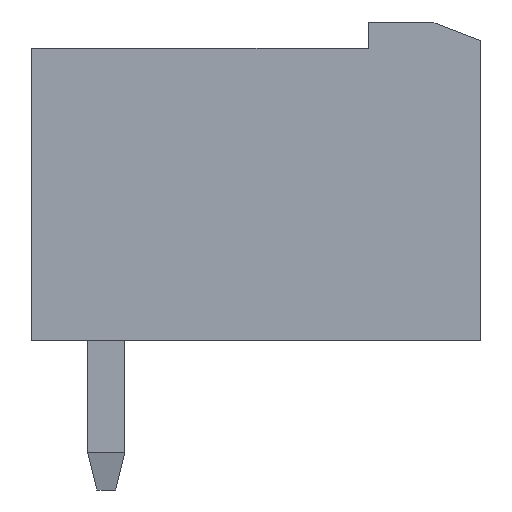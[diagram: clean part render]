
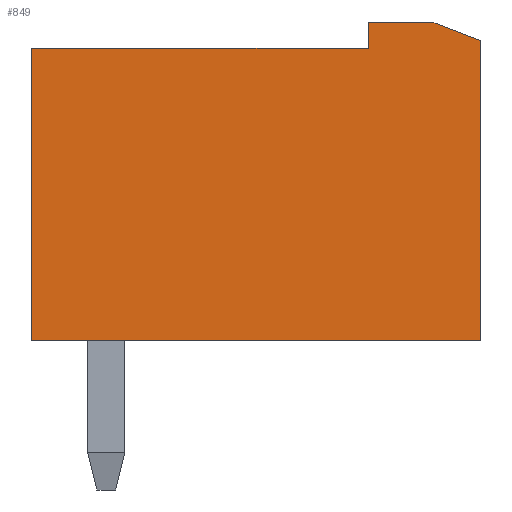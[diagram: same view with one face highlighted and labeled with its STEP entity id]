
A CAD part, left-side view. The second image highlights one B-rep face of the part: STEP entity #849.
In plain terms, the highlighted planar face has unit normal (-1, 0, 0).
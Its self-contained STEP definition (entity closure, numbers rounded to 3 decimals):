
#849 = ADVANCED_FACE('',(#850),#908,.T.);
#850 = FACE_BOUND('',#851,.T.);
#851 = EDGE_LOOP('',(#852,#862,#870,#878,#886,#894,#902));
#852 = ORIENTED_EDGE('',*,*,#853,.F.);
#853 = EDGE_CURVE('',#854,#856,#858,.T.);
#854 = VERTEX_POINT('',#855);
#855 = CARTESIAN_POINT('',(-5.7,-9.95,8.));
#856 = VERTEX_POINT('',#857);
#857 = CARTESIAN_POINT('',(-5.7,-9.95,0.));
#858 = LINE('',#859,#860);
#859 = CARTESIAN_POINT('',(-5.7,-9.95,8.));
#860 = VECTOR('',#861,1.);
#861 = DIRECTION('',(0.,0.,-1.));
#862 = ORIENTED_EDGE('',*,*,#863,.T.);
#863 = EDGE_CURVE('',#854,#864,#866,.T.);
#864 = VERTEX_POINT('',#865);
#865 = CARTESIAN_POINT('',(-5.7,-8.65,8.5));
#866 = LINE('',#867,#868);
#867 = CARTESIAN_POINT('',(-5.7,-9.95,8.));
#868 = VECTOR('',#869,1.);
#869 = DIRECTION('',(0.,0.933,0.359));
#870 = ORIENTED_EDGE('',*,*,#871,.F.);
#871 = EDGE_CURVE('',#872,#864,#874,.T.);
#872 = VERTEX_POINT('',#873);
#873 = CARTESIAN_POINT('',(-5.7,-6.95,8.5));
#874 = LINE('',#875,#876);
#875 = CARTESIAN_POINT('',(-5.7,-6.95,8.5));
#876 = VECTOR('',#877,1.);
#877 = DIRECTION('',(0.,-1.,0.));
#878 = ORIENTED_EDGE('',*,*,#879,.T.);
#879 = EDGE_CURVE('',#872,#880,#882,.T.);
#880 = VERTEX_POINT('',#881);
#881 = CARTESIAN_POINT('',(-5.7,-6.95,7.8));
#882 = LINE('',#883,#884);
#883 = CARTESIAN_POINT('',(-5.7,-6.95,8.5));
#884 = VECTOR('',#885,1.);
#885 = DIRECTION('',(0.,0.,-1.));
#886 = ORIENTED_EDGE('',*,*,#887,.T.);
#887 = EDGE_CURVE('',#880,#888,#890,.T.);
#888 = VERTEX_POINT('',#889);
#889 = CARTESIAN_POINT('',(-5.7,2.05,7.8));
#890 = LINE('',#891,#892);
#891 = CARTESIAN_POINT('',(-5.7,-6.95,7.8));
#892 = VECTOR('',#893,1.);
#893 = DIRECTION('',(0.,1.,0.));
#894 = ORIENTED_EDGE('',*,*,#895,.F.);
#895 = EDGE_CURVE('',#896,#888,#898,.T.);
#896 = VERTEX_POINT('',#897);
#897 = CARTESIAN_POINT('',(-5.7,2.05,0.));
#898 = LINE('',#899,#900);
#899 = CARTESIAN_POINT('',(-5.7,2.05,0.));
#900 = VECTOR('',#901,1.);
#901 = DIRECTION('',(0.,0.,1.));
#902 = ORIENTED_EDGE('',*,*,#903,.F.);
#903 = EDGE_CURVE('',#856,#896,#904,.T.);
#904 = LINE('',#905,#906);
#905 = CARTESIAN_POINT('',(-5.7,-9.95,0.));
#906 = VECTOR('',#907,1.);
#907 = DIRECTION('',(0.,1.,0.));
#908 = PLANE('',#909);
#909 = AXIS2_PLACEMENT_3D('',#910,#911,#912);
#910 = CARTESIAN_POINT('',(-5.7,4.339,-6.15));
#911 = DIRECTION('',(-1.,0.,0.));
#912 = DIRECTION('',(0.,-1.,0.));
